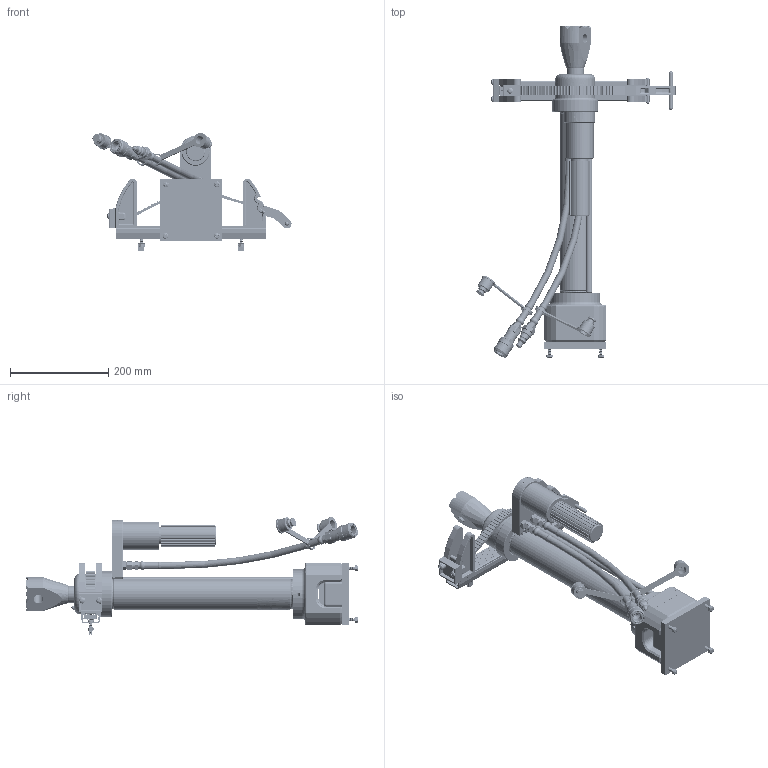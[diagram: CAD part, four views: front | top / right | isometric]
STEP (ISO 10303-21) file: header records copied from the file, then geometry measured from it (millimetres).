
FILE_DESCRIPTION (( 'STEP AP203' ), '1' );
FILE_NAME ('K5023.STEP', '2018-01-12T15:06:43', ( 'admin' ), ( 'Hewlett-Packard Company' ), 'SwSTEP 2.0', 'SolidWorks 2017', '' );
FILE_SCHEMA (( 'CONFIG_CONTROL_DESIGN' ));
Length unit declared in the file: inch
Products named in the file (21): 7016; 4050; 7029_8; 2019_12; AMK-40R; 1006-3-  _in dual trac; 2074; 2008 - IN USE K5023; 2023; 2075; 4050P; K5050_IN USE; 2073; 2031_CR-FHMS 0.25-20x0.75x0.75-N; K5023; 3017_HFBOLT 0.25-20x1.25x0.75-C; 2069LN_MSHXNUT 0.250-20-S-N; 2035n_8; 2032_4.125; 2049; 2034_RAMBASE
Assembly tree (33 placements, depth 5):
  K5023
    AMK-40R
    2008 - IN USE K5023
    4050
      4050P
      2034_RAMBASE
        2032_4.125  x2
          2031_CR-FHMS 0.25-20x0.75x0.75-N
          2069LN_MSHXNUT 0.250-20-S-N
    K5050_IN USE
      2019_12
      2074
      2075
      2073
      2035n_8
        3017_HFBOLT 0.25-20x1.25x0.75-C  x2
        2069LN_MSHXNUT 0.250-20-S-N  x2
      7029_8
        2049  x2
        7016  x2
      1006-3-  _in dual trac
      3017_HFBOLT 0.25-20x1.25x0.75-C  x4
      2023  x2
Bounding box: 405.48 x 676.14 x 241.35 mm (x, y, z)
Volume: 721009.3 mm3; surface area: 672288.4 mm2
Topology: 33 solids, 131 shells, 3993 faces, 11891 edges, 8059 vertices
Faces by surface type: cylinder 1266, cone 1256, plane 986, torus 342, bspline 119, sphere 24
Entity records: 116924 total; most frequent: CARTESIAN_POINT 45751, DIRECTION 14089, ORIENTED_EDGE 13865, EDGE_CURVE 7984, VERTEX_POINT 5700, AXIS2_PLACEMENT_3D 5280, LINE 3529, VECTOR 3529
